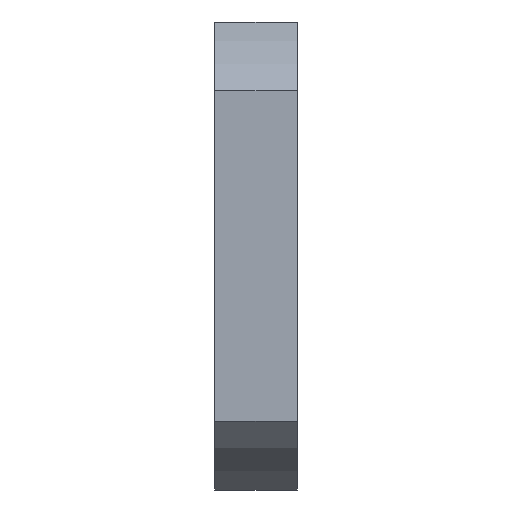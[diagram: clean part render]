
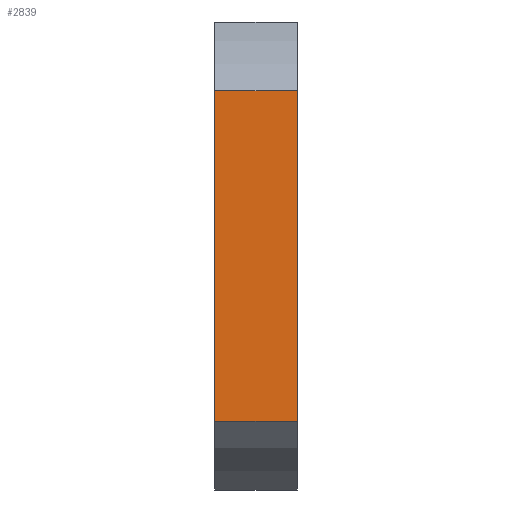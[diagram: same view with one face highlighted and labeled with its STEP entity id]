
A CAD part, front view. The second image highlights one B-rep face of the part: STEP entity #2839.
In plain terms, the highlighted planar face has unit normal (0, -1, 0).
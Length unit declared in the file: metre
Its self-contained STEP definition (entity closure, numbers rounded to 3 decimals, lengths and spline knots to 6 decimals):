
#520=VERTEX_POINT('',#521);
#521=CARTESIAN_POINT('',(0.0125,-0.061,0.0502));
#523=EDGE_CURVE('',#524,#520,#526,.T.);
#524=VERTEX_POINT('',#525);
#525=CARTESIAN_POINT('',(0.0125,-0.061,-0.0502));
#526=LINE('',#527,#528);
#527=CARTESIAN_POINT('',(0.0125,-0.061,0.0));
#528=VECTOR('',#529,1.0);
#529=DIRECTION('',(0.0,0.0,1.0));
#879=VERTEX_POINT('',#880);
#880=CARTESIAN_POINT('',(-0.0125,-0.061,-0.0502));
#882=EDGE_CURVE('',#879,#883,#885,.T.);
#883=VERTEX_POINT('',#884);
#884=CARTESIAN_POINT('',(-0.0125,-0.061,0.0502));
#885=LINE('',#886,#887);
#886=CARTESIAN_POINT('',(-0.0125,-0.061,0.0));
#887=VECTOR('',#888,1.0);
#888=DIRECTION('',(0.0,0.0,1.0));
#2839=ADVANCED_FACE('',(#2845),#2840,.T.);
#2840=PLANE('',#2841);
#2841=AXIS2_PLACEMENT_3D('',#2842,#2843,#2844);
#2842=CARTESIAN_POINT('',(0.0,-0.061,0.0));
#2843=DIRECTION('',(0.0,-1.0,0.0));
#2844=DIRECTION('',(0.0,0.0,1.0));
#2845=FACE_OUTER_BOUND('',#2846,.T.);
#2846=EDGE_LOOP('',(#2847,#2853,#2854,#2860));
#2847=ORIENTED_EDGE('',*,*,#2848,.F.);
#2848=EDGE_CURVE('',#524,#879,#2849,.F.);
#2849=LINE('',#2850,#2851);
#2850=CARTESIAN_POINT('',(-0.0125,-0.061,-0.0502));
#2851=VECTOR('',#2852,1.0);
#2852=DIRECTION('',(1.0,0.0,0.0));
#2853=ORIENTED_EDGE('',*,*,#523,.T.);
#2854=ORIENTED_EDGE('',*,*,#2855,.F.);
#2855=EDGE_CURVE('',#883,#520,#2856,.T.);
#2856=LINE('',#2857,#2858);
#2857=CARTESIAN_POINT('',(-0.0125,-0.061,0.0502));
#2858=VECTOR('',#2859,1.0);
#2859=DIRECTION('',(1.0,0.0,0.0));
#2860=ORIENTED_EDGE('',*,*,#882,.F.);
